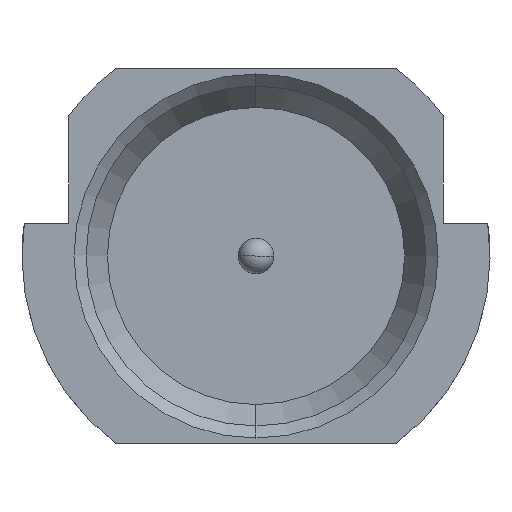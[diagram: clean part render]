
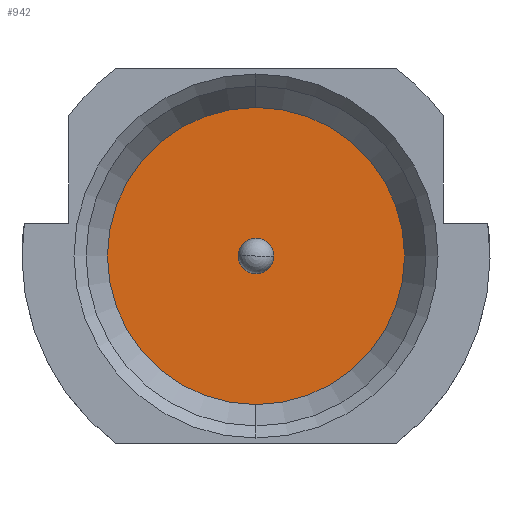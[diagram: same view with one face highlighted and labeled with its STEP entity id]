
A CAD part, left-side view. The second image highlights one B-rep face of the part: STEP entity #942.
In plain terms, the highlighted planar face has unit normal (-1, 0, 0).
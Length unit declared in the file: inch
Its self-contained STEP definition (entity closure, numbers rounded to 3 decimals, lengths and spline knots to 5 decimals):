
#268=CARTESIAN_POINT('',(0.10984,0.,0.));
#269=DIRECTION('',(1.,0.,0.));
#270=DIRECTION('',(0.,0.,-1.));
#271=AXIS2_PLACEMENT_3D('',#268,#269,#270);
#282=CARTESIAN_POINT('',(0.10984,0.,0.));
#283=DIRECTION('',(-1.,0.,0.));
#284=DIRECTION('',(0.,0.,-1.));
#285=AXIS2_PLACEMENT_3D('',#282,#283,#284);
#299=CARTESIAN_POINT('',(0.10984,0.,0.));
#300=DIRECTION('',(1.,0.,0.));
#301=DIRECTION('',(0.,1.,0.));
#302=AXIS2_PLACEMENT_3D('',#299,#300,#301);
#304=CARTESIAN_POINT('',(0.10984,0.,0.));
#305=DIRECTION('',(1.,0.,0.));
#306=DIRECTION('',(0.,-1.,0.));
#307=AXIS2_PLACEMENT_3D('',#304,#305,#306);
#465=CARTESIAN_POINT('',(0.10984,0.,-0.0625));
#466=CARTESIAN_POINT('',(0.10984,0.,0.0625));
#467=VERTEX_POINT('',#465);
#468=VERTEX_POINT('',#466);
#507=CARTESIAN_POINT('',(0.10984,0.00748,0.));
#508=CARTESIAN_POINT('',(0.10984,-0.00748,0.));
#509=VERTEX_POINT('',#507);
#510=VERTEX_POINT('',#508);
#927=CARTESIAN_POINT('',(0.10984,0.,0.));
#928=DIRECTION('',(1.,0.,0.));
#929=DIRECTION('',(0.,0.,1.));
#930=AXIS2_PLACEMENT_3D('',#927,#928,#929);
#931=PLANE('',#930);
#932=ORIENTED_EDGE('',*,*,#894,.T.);
#933=ORIENTED_EDGE('',*,*,#909,.F.);
#934=EDGE_LOOP('',(#932,#933));
#935=FACE_OUTER_BOUND('',#934,.F.);
#937=ORIENTED_EDGE('',*,*,#936,.F.);
#939=ORIENTED_EDGE('',*,*,#938,.F.);
#940=EDGE_LOOP('',(#937,#939));
#941=FACE_BOUND('',#940,.F.);
#942=ADVANCED_FACE('',(#935,#941),#931,.F.);
#272=CIRCLE('',#271,0.0625);
#286=CIRCLE('',#285,0.0625);
#303=CIRCLE('',#302,0.00748);
#308=CIRCLE('',#307,0.00748);
#894=EDGE_CURVE('',#467,#468,#272,.T.);
#909=EDGE_CURVE('',#467,#468,#286,.T.);
#936=EDGE_CURVE('',#509,#510,#303,.T.);
#938=EDGE_CURVE('',#510,#509,#308,.T.);
